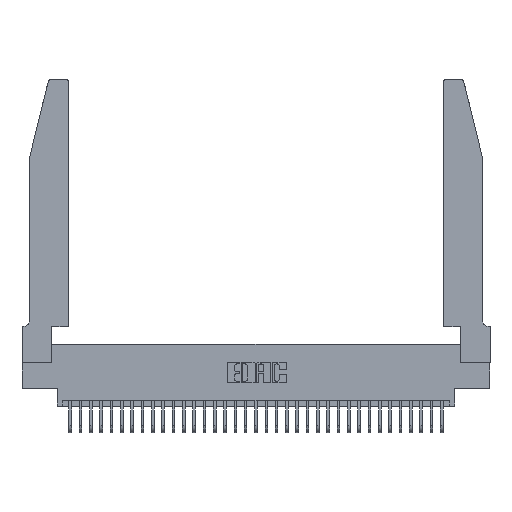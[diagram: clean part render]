
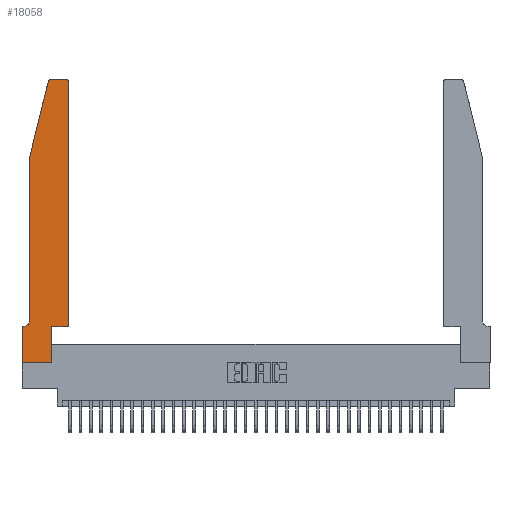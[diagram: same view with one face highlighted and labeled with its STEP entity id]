
A CAD part, top view. The second image highlights one B-rep face of the part: STEP entity #18058.
In plain terms, the highlighted planar face has unit normal (0, 0, 1).
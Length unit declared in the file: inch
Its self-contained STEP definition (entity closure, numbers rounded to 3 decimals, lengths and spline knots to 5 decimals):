
#350 = VERTEX_POINT ( 'NONE', #30453 ) ;
#938 = VECTOR ( 'NONE', #26739, 39.37008 ) ;
#959 = EDGE_CURVE ( 'NONE', #32806, #28317, #28930, .T. ) ;
#996 = DIRECTION ( 'NONE',  ( -0.239, -0.971, 0. ) ) ;
#1064 = CARTESIAN_POINT ( 'NONE',  ( 0.284, 2.72, 0.37 ) ) ;
#1194 = EDGE_CURVE ( 'NONE', #32544, #3581, #21732, .T. ) ;
#1463 = CARTESIAN_POINT ( 'NONE',  ( 0., 0.35, 0.37 ) ) ;
#2414 = ORIENTED_EDGE ( 'NONE', *, *, #13902, .T. ) ;
#2713 = ORIENTED_EDGE ( 'NONE', *, *, #24492, .T. ) ;
#2730 = PLANE ( 'NONE',  #6060 ) ;
#3581 = VERTEX_POINT ( 'NONE', #16128 ) ;
#3706 = DIRECTION ( 'NONE',  ( 1., 0., 0. ) ) ;
#4047 = VERTEX_POINT ( 'NONE', #25361 ) ;
#4253 = CARTESIAN_POINT ( 'NONE',  ( 0.4205, 2.75, 0.37 ) ) ;
#4594 = CARTESIAN_POINT ( 'NONE',  ( 0.2865, 0.35, 0.37 ) ) ;
#5236 = VERTEX_POINT ( 'NONE', #1463 ) ;
#6060 = AXIS2_PLACEMENT_3D ( 'NONE', #20960, #23506, #8014 ) ;
#6606 = ORIENTED_EDGE ( 'NONE', *, *, #16470, .T. ) ;
#6610 = EDGE_LOOP ( 'NONE', ( #15067, #22395, #26080, #7735, #2713, #2414, #6606, #12338, #27098, #21888, #22259, #19714 ) ) ;
#7394 = EDGE_CURVE ( 'NONE', #28317, #32544, #26776, .T. ) ;
#7669 = EDGE_CURVE ( 'NONE', #3581, #30398, #18014, .T. ) ;
#7735 = ORIENTED_EDGE ( 'NONE', *, *, #7795, .T. ) ;
#7795 = EDGE_CURVE ( 'NONE', #4047, #29954, #33518, .T. ) ;
#7954 = CARTESIAN_POINT ( 'NONE',  ( 0.0055, 0.35, 0.37 ) ) ;
#8014 = DIRECTION ( 'NONE',  ( 1., 0., 0. ) ) ;
#8421 = LINE ( 'NONE', #31471, #29809 ) ;
#8615 = VECTOR ( 'NONE', #24315, 39.37008 ) ;
#9697 = CIRCLE ( 'NONE', #11048, 0.03 ) ;
#10132 = DIRECTION ( 'NONE',  ( 0., -1., 0. ) ) ;
#11048 = AXIS2_PLACEMENT_3D ( 'NONE', #1064, #19345, #3706 ) ;
#11360 = CARTESIAN_POINT ( 'NONE',  ( 0.4505, 0.35, 0.37 ) ) ;
#11458 = CARTESIAN_POINT ( 'NONE',  ( 0.0755, 2., 0.37 ) ) ;
#11547 = VECTOR ( 'NONE', #32528, 39.37008 ) ;
#12338 = ORIENTED_EDGE ( 'NONE', *, *, #20455, .T. ) ;
#12390 = DIRECTION ( 'NONE',  ( 0., 1., 0. ) ) ;
#13486 = EDGE_CURVE ( 'NONE', #350, #14421, #9697, .T. ) ;
#13555 = CARTESIAN_POINT ( 'NONE',  ( 0.0755, 0.35, 0.37 ) ) ;
#13902 = EDGE_CURVE ( 'NONE', #28892, #5236, #29403, .T. ) ;
#14241 = CARTESIAN_POINT ( 'NONE',  ( 0.4505, 0.35, 0.37 ) ) ;
#14338 = DIRECTION ( 'NONE',  ( 0., 0., -1. ) ) ;
#14421 = VERTEX_POINT ( 'NONE', #28458 ) ;
#14525 = VECTOR ( 'NONE', #12390, 39.37008 ) ;
#15067 = ORIENTED_EDGE ( 'NONE', *, *, #23086, .T. ) ;
#15263 = CARTESIAN_POINT ( 'NONE',  ( 0.4205, 2.72, 0.37 ) ) ;
#15681 = LINE ( 'NONE', #28147, #21673 ) ;
#16128 = CARTESIAN_POINT ( 'NONE',  ( 0.4505, 2.72, 0.37 ) ) ;
#16470 = EDGE_CURVE ( 'NONE', #5236, #19744, #15681, .T. ) ;
#16611 = VECTOR ( 'NONE', #21203, 39.37008 ) ;
#16759 = CARTESIAN_POINT ( 'NONE',  ( 0.4505, 0.35, 0.37 ) ) ;
#17803 = AXIS2_PLACEMENT_3D ( 'NONE', #15263, #33110, #17876 ) ;
#17876 = DIRECTION ( 'NONE',  ( 1., 0., 0. ) ) ;
#18013 = CARTESIAN_POINT ( 'NONE',  ( 0.0755, 0.42, 0.37 ) ) ;
#18014 = CIRCLE ( 'NONE', #17803, 0.03 ) ;
#18058 = ADVANCED_FACE ( 'NONE', ( #27522 ), #2730, .T. ) ;
#18301 = CARTESIAN_POINT ( 'NONE',  ( 0.0755, 2., 0.37 ) ) ;
#18378 = CARTESIAN_POINT ( 'NONE',  ( 0.2865, 0.35, 0.37 ) ) ;
#19345 = DIRECTION ( 'NONE',  ( 0., 0., 1. ) ) ;
#19714 = ORIENTED_EDGE ( 'NONE', *, *, #7669, .T. ) ;
#19744 = VERTEX_POINT ( 'NONE', #30768 ) ;
#20455 = EDGE_CURVE ( 'NONE', #19744, #32806, #8421, .T. ) ;
#20960 = CARTESIAN_POINT ( 'NONE',  ( 0., 0.35, 0.37 ) ) ;
#21203 = DIRECTION ( 'NONE',  ( -1., 0., 0. ) ) ;
#21428 = AXIS2_PLACEMENT_3D ( 'NONE', #29677, #14338, #32207 ) ;
#21673 = VECTOR ( 'NONE', #10132, 39.37008 ) ;
#21732 = LINE ( 'NONE', #11360, #938 ) ;
#21888 = ORIENTED_EDGE ( 'NONE', *, *, #7394, .T. ) ;
#22259 = ORIENTED_EDGE ( 'NONE', *, *, #1194, .T. ) ;
#22290 = CARTESIAN_POINT ( 'NONE',  ( 0.2605, 2.75, 0.37 ) ) ;
#22395 = ORIENTED_EDGE ( 'NONE', *, *, #13486, .T. ) ;
#23086 = EDGE_CURVE ( 'NONE', #30398, #350, #25199, .T. ) ;
#23506 = DIRECTION ( 'NONE',  ( 0., 0., 1. ) ) ;
#24315 = DIRECTION ( 'NONE',  ( 1., 0., 0. ) ) ;
#24492 = EDGE_CURVE ( 'NONE', #29954, #28892, #25614, .T. ) ;
#25199 = LINE ( 'NONE', #22290, #11547 ) ;
#25361 = CARTESIAN_POINT ( 'NONE',  ( 0.0755, 2., 0.37 ) ) ;
#25614 = CIRCLE ( 'NONE', #21428, 0.07 ) ;
#26080 = ORIENTED_EDGE ( 'NONE', *, *, #30895, .T. ) ;
#26475 = DIRECTION ( 'NONE',  ( 1., 0., 0. ) ) ;
#26739 = DIRECTION ( 'NONE',  ( 0., 1., 0. ) ) ;
#26745 = VECTOR ( 'NONE', #31083, 39.37008 ) ;
#26776 = LINE ( 'NONE', #16759, #8615 ) ;
#27098 = ORIENTED_EDGE ( 'NONE', *, *, #959, .T. ) ;
#27522 = FACE_OUTER_BOUND ( 'NONE', #6610, .T. ) ;
#27655 = VECTOR ( 'NONE', #996, 39.37008 ) ;
#28121 = CARTESIAN_POINT ( 'NONE',  ( 0.2865, 0., 0.37 ) ) ;
#28147 = CARTESIAN_POINT ( 'NONE',  ( 0., 0., 0.37 ) ) ;
#28317 = VERTEX_POINT ( 'NONE', #18378 ) ;
#28458 = CARTESIAN_POINT ( 'NONE',  ( 0.25487, 2.72718, 0.37 ) ) ;
#28473 = LINE ( 'NONE', #11458, #27655 ) ;
#28892 = VERTEX_POINT ( 'NONE', #7954 ) ;
#28930 = LINE ( 'NONE', #4594, #14525 ) ;
#29403 = LINE ( 'NONE', #13555, #16611 ) ;
#29677 = CARTESIAN_POINT ( 'NONE',  ( 0.0055, 0.42, 0.37 ) ) ;
#29809 = VECTOR ( 'NONE', #26475, 39.37008 ) ;
#29954 = VERTEX_POINT ( 'NONE', #18013 ) ;
#30398 = VERTEX_POINT ( 'NONE', #4253 ) ;
#30453 = CARTESIAN_POINT ( 'NONE',  ( 0.284, 2.75, 0.37 ) ) ;
#30768 = CARTESIAN_POINT ( 'NONE',  ( 0., 0., 0.37 ) ) ;
#30895 = EDGE_CURVE ( 'NONE', #14421, #4047, #28473, .T. ) ;
#31083 = DIRECTION ( 'NONE',  ( 0., -1., 0. ) ) ;
#31471 = CARTESIAN_POINT ( 'NONE',  ( 0., 0., 0.37 ) ) ;
#32207 = DIRECTION ( 'NONE',  ( -1., 0., 0. ) ) ;
#32528 = DIRECTION ( 'NONE',  ( -1., 0., 0. ) ) ;
#32544 = VERTEX_POINT ( 'NONE', #14241 ) ;
#32806 = VERTEX_POINT ( 'NONE', #28121 ) ;
#33110 = DIRECTION ( 'NONE',  ( 0., 0., 1. ) ) ;
#33518 = LINE ( 'NONE', #18301, #26745 ) ;
